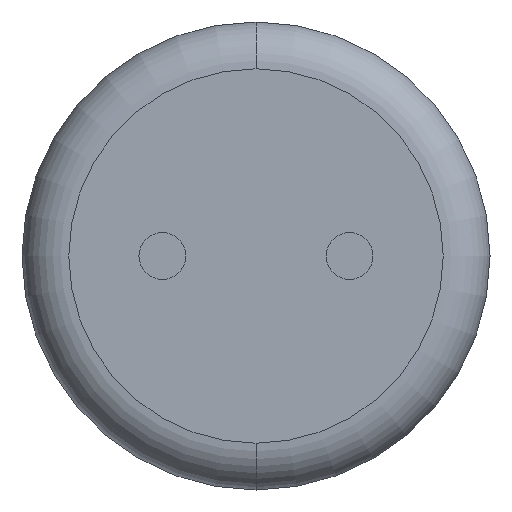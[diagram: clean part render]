
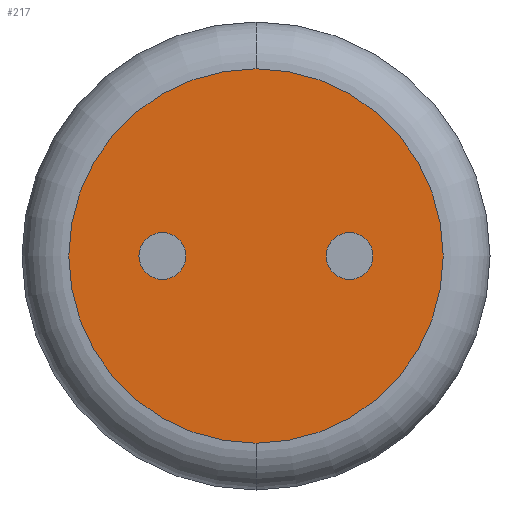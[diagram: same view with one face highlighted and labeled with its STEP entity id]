
A CAD part, front view. The second image highlights one B-rep face of the part: STEP entity #217.
In plain terms, the highlighted planar face has unit normal (0, -1, 0).
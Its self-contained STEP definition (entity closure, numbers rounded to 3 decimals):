
#5 = DIRECTION ( 'NONE',  ( 0., 0., 1. ) ) ;
#35 = AXIS2_PLACEMENT_3D ( 'NONE', #77, #435, #5 ) ;
#39 = AXIS2_PLACEMENT_3D ( 'NONE', #805, #513, #867 ) ;
#42 = ORIENTED_EDGE ( 'NONE', *, *, #524, .T. ) ;
#49 = CARTESIAN_POINT ( 'NONE',  ( -1., 0., 0. ) ) ;
#51 = AXIS2_PLACEMENT_3D ( 'NONE', #49, #691, #115 ) ;
#61 = AXIS2_PLACEMENT_3D ( 'NONE', #180, #757, #550 ) ;
#77 = CARTESIAN_POINT ( 'NONE',  ( 0., 0., 0. ) ) ;
#78 = VERTEX_POINT ( 'NONE', #438 ) ;
#92 = EDGE_LOOP ( 'NONE', ( #459, #258 ) ) ;
#115 = DIRECTION ( 'NONE',  ( 0., 0., 1. ) ) ;
#143 = CIRCLE ( 'NONE', #844, 0.25 ) ;
#162 = EDGE_CURVE ( 'NONE', #78, #280, #143, .T. ) ;
#167 = CARTESIAN_POINT ( 'NONE',  ( -1., 0., 0. ) ) ;
#173 = FACE_BOUND ( 'NONE', #302, .T. ) ;
#176 = PLANE ( 'NONE',  #882 ) ;
#180 = CARTESIAN_POINT ( 'NONE',  ( 0., 0., 0. ) ) ;
#217 = ADVANCED_FACE ( 'NONE', ( #896, #720, #173 ), #176, .F. ) ;
#249 = CARTESIAN_POINT ( 'NONE',  ( 0., 0., -2. ) ) ;
#258 = ORIENTED_EDGE ( 'NONE', *, *, #688, .F. ) ;
#271 = EDGE_CURVE ( 'NONE', #834, #740, #338, .T. ) ;
#280 = VERTEX_POINT ( 'NONE', #318 ) ;
#302 = EDGE_LOOP ( 'NONE', ( #670, #490 ) ) ;
#318 = CARTESIAN_POINT ( 'NONE',  ( 1., 0., -0.25 ) ) ;
#319 = CIRCLE ( 'NONE', #35, 2. ) ;
#326 = CARTESIAN_POINT ( 'NONE',  ( 1., 0., 0. ) ) ;
#338 = CIRCLE ( 'NONE', #61, 2. ) ;
#397 = DIRECTION ( 'NONE',  ( 0., 1., 0. ) ) ;
#435 = DIRECTION ( 'NONE',  ( 0., -1., 0. ) ) ;
#438 = CARTESIAN_POINT ( 'NONE',  ( 1., 0., 0.25 ) ) ;
#459 = ORIENTED_EDGE ( 'NONE', *, *, #810, .F. ) ;
#471 = DIRECTION ( 'NONE',  ( 0., 0., 1. ) ) ;
#478 = CARTESIAN_POINT ( 'NONE',  ( 0., 0., 2. ) ) ;
#490 = ORIENTED_EDGE ( 'NONE', *, *, #650, .F. ) ;
#513 = DIRECTION ( 'NONE',  ( 0., -1., 0. ) ) ;
#524 = EDGE_CURVE ( 'NONE', #740, #834, #319, .T. ) ;
#527 = VERTEX_POINT ( 'NONE', #577 ) ;
#529 = CIRCLE ( 'NONE', #39, 0.25 ) ;
#539 = VERTEX_POINT ( 'NONE', #857 ) ;
#550 = DIRECTION ( 'NONE',  ( 0., 0., 1. ) ) ;
#577 = CARTESIAN_POINT ( 'NONE',  ( -1., 0., -0.25 ) ) ;
#595 = CIRCLE ( 'NONE', #618, 0.25 ) ;
#601 = DIRECTION ( 'NONE',  ( 0., 0., 1. ) ) ;
#618 = AXIS2_PLACEMENT_3D ( 'NONE', #167, #680, #601 ) ;
#650 = EDGE_CURVE ( 'NONE', #280, #78, #529, .T. ) ;
#670 = ORIENTED_EDGE ( 'NONE', *, *, #162, .F. ) ;
#674 = CIRCLE ( 'NONE', #51, 0.25 ) ;
#680 = DIRECTION ( 'NONE',  ( 0., -1., 0. ) ) ;
#688 = EDGE_CURVE ( 'NONE', #527, #539, #595, .T. ) ;
#689 = CARTESIAN_POINT ( 'NONE',  ( 0., 0., 0. ) ) ;
#691 = DIRECTION ( 'NONE',  ( 0., -1., 0. ) ) ;
#708 = EDGE_LOOP ( 'NONE', ( #900, #42 ) ) ;
#720 = FACE_BOUND ( 'NONE', #92, .T. ) ;
#740 = VERTEX_POINT ( 'NONE', #249 ) ;
#757 = DIRECTION ( 'NONE',  ( 0., -1., 0. ) ) ;
#764 = DIRECTION ( 'NONE',  ( 0., 0., 1. ) ) ;
#805 = CARTESIAN_POINT ( 'NONE',  ( 1., 0., 0. ) ) ;
#810 = EDGE_CURVE ( 'NONE', #539, #527, #674, .T. ) ;
#834 = VERTEX_POINT ( 'NONE', #478 ) ;
#844 = AXIS2_PLACEMENT_3D ( 'NONE', #326, #886, #471 ) ;
#857 = CARTESIAN_POINT ( 'NONE',  ( -1., 0., 0.25 ) ) ;
#867 = DIRECTION ( 'NONE',  ( 0., 0., 1. ) ) ;
#882 = AXIS2_PLACEMENT_3D ( 'NONE', #689, #397, #764 ) ;
#886 = DIRECTION ( 'NONE',  ( 0., -1., 0. ) ) ;
#896 = FACE_OUTER_BOUND ( 'NONE', #708, .T. ) ;
#900 = ORIENTED_EDGE ( 'NONE', *, *, #271, .T. ) ;
